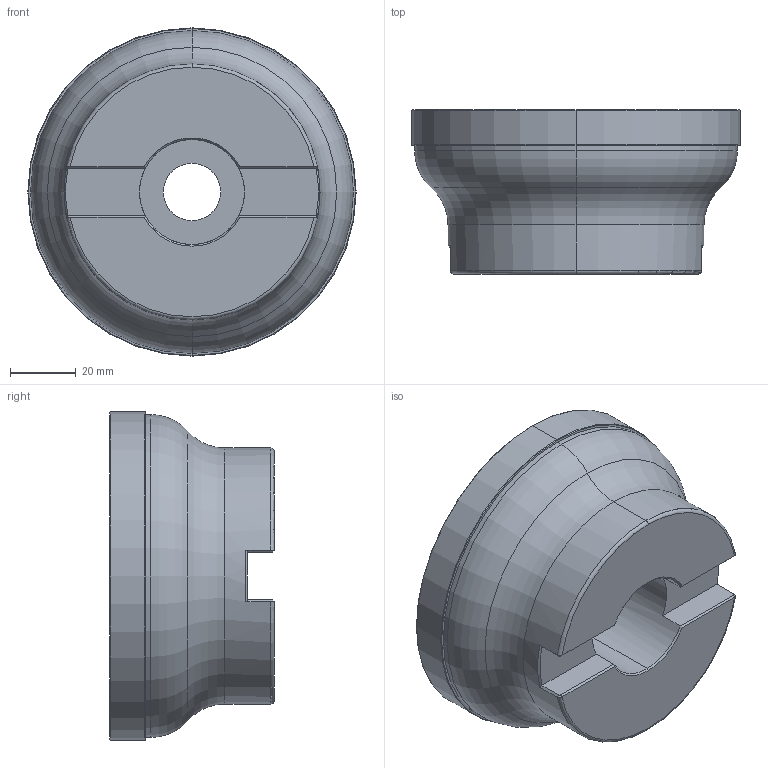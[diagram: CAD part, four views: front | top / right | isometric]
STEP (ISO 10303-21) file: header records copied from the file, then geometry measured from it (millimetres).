
FILE_DESCRIPTION (( 'STEP AP214' ), '1' );
FILE_NAME ('740M W D100-12.step', '2018-10-09T12:39:43', ( '' ), ( '' ), 'SwSTEP 2.0', 'SolidWorks 2016', '' );
FILE_SCHEMA (( 'AUTOMOTIVE_DESIGN' ));
Length unit declared in the file: millimetre
Products named in the file (1): 740M W D100-12
Bounding box: 100 x 50 x 100 mm (x, y, z)
Volume: 260773.9 mm3; surface area: 31345.2 mm2
Topology: 1 solids, 1 shells, 63 faces, 142 edges, 82 vertices
Faces by surface type: plane 19, torus 15, cylinder 14, cone 11, bspline 4
Entity records: 2505 total; most frequent: CARTESIAN_POINT 1074, DIRECTION 307, ORIENTED_EDGE 284, EDGE_CURVE 142, AXIS2_PLACEMENT_3D 129, VERTEX_POINT 82, CIRCLE 69, EDGE_LOOP 66
